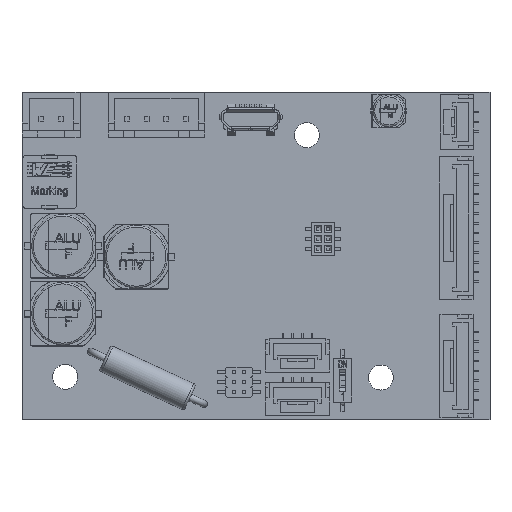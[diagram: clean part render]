
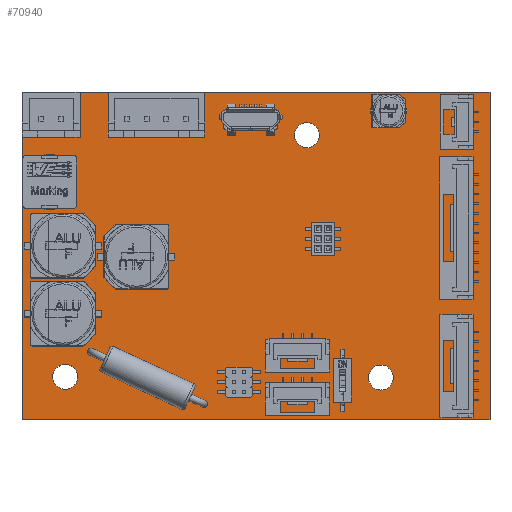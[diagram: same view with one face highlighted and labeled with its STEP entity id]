
A CAD part, top view. The second image highlights one B-rep face of the part: STEP entity #70940.
In plain terms, the highlighted planar face has unit normal (0, 0, 1).
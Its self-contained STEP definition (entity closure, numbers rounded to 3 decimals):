
#1084=LINE('',#100777,#9649);
#1087=LINE('',#100783,#9652);
#1090=LINE('',#100789,#9655);
#1092=LINE('',#100792,#9657);
#9649=VECTOR('',#81006,60.);
#9652=VECTOR('',#81011,42.);
#9655=VECTOR('',#81016,60.);
#9657=VECTOR('',#81020,42.);
#18216=PLANE('',#75384);
#21176=FACE_BOUND('',#25524,.T.);
#21177=FACE_BOUND('',#25525,.T.);
#21178=FACE_BOUND('',#25526,.T.);
#21179=FACE_BOUND('',#25527,.T.);
#21180=FACE_BOUND('',#25528,.T.);
#21429=FACE_OUTER_BOUND('',#25523,.T.);
#25523=EDGE_LOOP('',(#48930,#48931,#48932,#48933));
#25524=EDGE_LOOP('',(#48934));
#25525=EDGE_LOOP('',(#48935));
#25526=EDGE_LOOP('',(#48936));
#25527=EDGE_LOOP('',(#48937));
#25528=EDGE_LOOP('',(#48938));
#29841=CIRCLE('',#75366,0.45);
#29843=CIRCLE('',#75369,0.45);
#29845=CIRCLE('',#75372,1.6);
#29847=CIRCLE('',#75375,1.6);
#29849=CIRCLE('',#75378,1.6);
#31427=VERTEX_POINT('',#100747);
#31429=VERTEX_POINT('',#100752);
#31431=VERTEX_POINT('',#100757);
#31433=VERTEX_POINT('',#100762);
#31435=VERTEX_POINT('',#100767);
#31437=VERTEX_POINT('',#100771);
#31439=VERTEX_POINT('',#100775);
#31441=VERTEX_POINT('',#100781);
#31443=VERTEX_POINT('',#100787);
#38261=EDGE_CURVE('',#31427,#31427,#29841,.T.);
#38263=EDGE_CURVE('',#31429,#31429,#29843,.T.);
#38265=EDGE_CURVE('',#31431,#31431,#29845,.T.);
#38267=EDGE_CURVE('',#31433,#31433,#29847,.T.);
#38269=EDGE_CURVE('',#31435,#31435,#29849,.T.);
#38273=EDGE_CURVE('',#31437,#31439,#1084,.T.);
#38276=EDGE_CURVE('',#31439,#31441,#1087,.T.);
#38279=EDGE_CURVE('',#31441,#31443,#1090,.T.);
#38281=EDGE_CURVE('',#31443,#31437,#1092,.T.);
#48930=ORIENTED_EDGE('',*,*,#38273,.T.);
#48931=ORIENTED_EDGE('',*,*,#38276,.T.);
#48932=ORIENTED_EDGE('',*,*,#38279,.T.);
#48933=ORIENTED_EDGE('',*,*,#38281,.T.);
#48934=ORIENTED_EDGE('',*,*,#38261,.T.);
#48935=ORIENTED_EDGE('',*,*,#38263,.T.);
#48936=ORIENTED_EDGE('',*,*,#38265,.T.);
#48937=ORIENTED_EDGE('',*,*,#38267,.T.);
#48938=ORIENTED_EDGE('',*,*,#38269,.T.);
#70940=ADVANCED_FACE('',(#21429,#21176,#21177,#21178,#21179,#21180),#18216,
 .F.);
#75366=AXIS2_PLACEMENT_3D('',#100748,#80975,#80976);
#75369=AXIS2_PLACEMENT_3D('',#100753,#80981,#80982);
#75372=AXIS2_PLACEMENT_3D('',#100758,#80987,#80988);
#75375=AXIS2_PLACEMENT_3D('',#100763,#80993,#80994);
#75378=AXIS2_PLACEMENT_3D('',#100768,#80999,#81000);
#75384=AXIS2_PLACEMENT_3D('',#100794,#81023,#81024);
#80975=DIRECTION('center_axis',(0.,0.,-1.));
#80976=DIRECTION('ref_axis',(-1.,0.,0.));
#80981=DIRECTION('center_axis',(0.,0.,-1.));
#80982=DIRECTION('ref_axis',(-1.,0.,0.));
#80987=DIRECTION('center_axis',(0.,0.,-1.));
#80988=DIRECTION('ref_axis',(-1.,0.,0.));
#80993=DIRECTION('center_axis',(0.,0.,-1.));
#80994=DIRECTION('ref_axis',(-1.,0.,0.));
#80999=DIRECTION('center_axis',(0.,0.,-1.));
#81000=DIRECTION('ref_axis',(-1.,0.,0.));
#81006=DIRECTION('',(1.,0.,0.));
#81011=DIRECTION('',(0.,1.,0.));
#81016=DIRECTION('',(-1.,0.,0.));
#81020=DIRECTION('',(0.,-1.,0.));
#81023=DIRECTION('center_axis',(0.,0.,-1.));
#81024=DIRECTION('ref_axis',(-1.,0.,0.));
#100747=CARTESIAN_POINT('',(23.75,2.,0.785));
#100748=CARTESIAN_POINT('Origin',(23.3,2.,0.785));
#100752=CARTESIAN_POINT('',(9.25,8.7,0.785));
#100753=CARTESIAN_POINT('Origin',(8.8,8.7,0.785));
#100757=CARTESIAN_POINT('',(38.1,36.5,0.785));
#100758=CARTESIAN_POINT('Origin',(36.5,36.5,0.785));
#100762=CARTESIAN_POINT('',(47.6,5.4,0.785));
#100763=CARTESIAN_POINT('Origin',(46.,5.4,0.785));
#100767=CARTESIAN_POINT('',(7.1,5.5,0.785));
#100768=CARTESIAN_POINT('Origin',(5.5,5.5,0.785));
#100771=CARTESIAN_POINT('',(0.,0.,0.785));
#100775=CARTESIAN_POINT('',(60.,0.,0.785));
#100777=CARTESIAN_POINT('',(0.,0.,0.785));
#100781=CARTESIAN_POINT('',(60.,42.,0.785));
#100783=CARTESIAN_POINT('',(60.,0.,0.785));
#100787=CARTESIAN_POINT('',(0.,42.,0.785));
#100789=CARTESIAN_POINT('',(60.,42.,0.785));
#100792=CARTESIAN_POINT('',(0.,42.,0.785));
#100794=CARTESIAN_POINT('Origin',(0.,0.,0.785));
